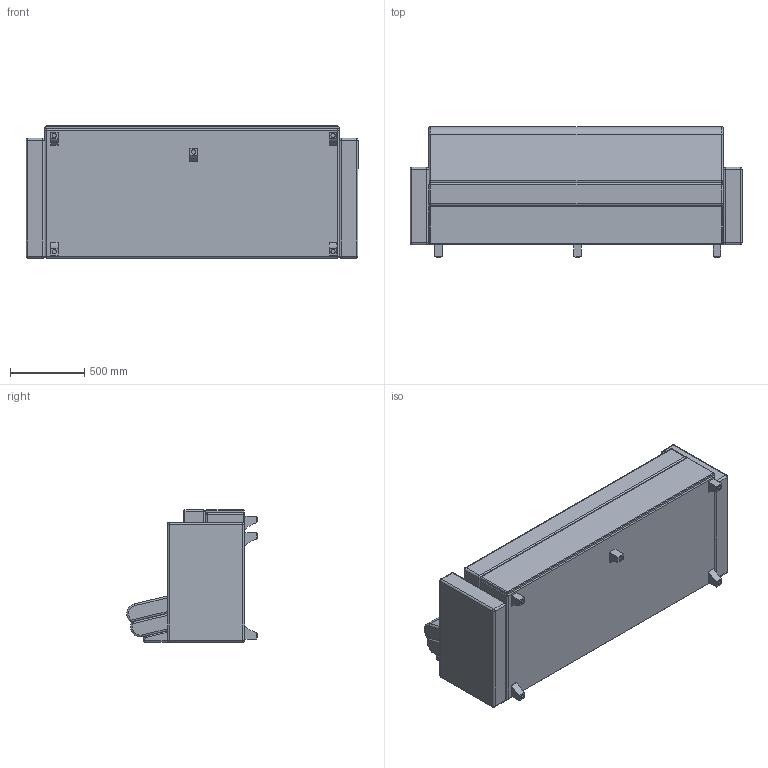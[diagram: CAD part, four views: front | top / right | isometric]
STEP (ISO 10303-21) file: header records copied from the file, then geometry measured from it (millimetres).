
FILE_DESCRIPTION(/* description */ (''),/* implementation_level */ '2;1');
FILE_NAME(/* name */ 'MW1278LFF.stp',/* time_stamp */ '2019-05-29T11:01:33-04:00',/* author */ ('jbosley'),/* organization */ (''),/* preprocessor_version */ 'ST-DEVELOPER v16.13',/* originating_system */ 'Autodesk Inventor 2018',/* authorisation */ '');
FILE_SCHEMA (('AUTOMOTIVE_DESIGN { 1 0 10303 214 3 1 1 }'));
Length unit declared in the file: inch
Products named in the file (9): MW1278LFF; UBASE 1278LF; USEAT 1278; 1278 REAR BACK; 1278 FRONT BACK; LEG WBO SQ 14-1; GLIDE APFAA06-1; 1278-F80; MW1276 ARM
Assembly tree (17 placements, depth 2):
  MW1278LFF
    UBASE 1278LF
    USEAT 1278
    1278 REAR BACK
    1278 FRONT BACK
    LEG WBO SQ 14-1  x5
    GLIDE APFAA06-1  x5
    1278-F80
    MW1276 ARM  x2
Bounding box: 2235.2 x 880.47 x 889 mm (x, y, z)
Volume: 1040412891.6 mm3; surface area: 17717939.4 mm2
Topology: 17 solids, 17 shells, 270 faces, 522 edges, 291 vertices
Faces by surface type: cylinder 115, plane 90, sphere 48, torus 12, cone 5
Full cylindrical faces by diameter (mm): 4.762 x5, 9.525 x5, 19.05 x5, 28.575 x5
Entity records: 4960 total; most frequent: DIRECTION 952, CARTESIAN_POINT 752, ORIENTED_EDGE 704, AXIS2_PLACEMENT_3D 390, EDGE_CURVE 352, EDGE_LOOP 192, VERTEX_POINT 190, FACE_OUTER_BOUND 184
